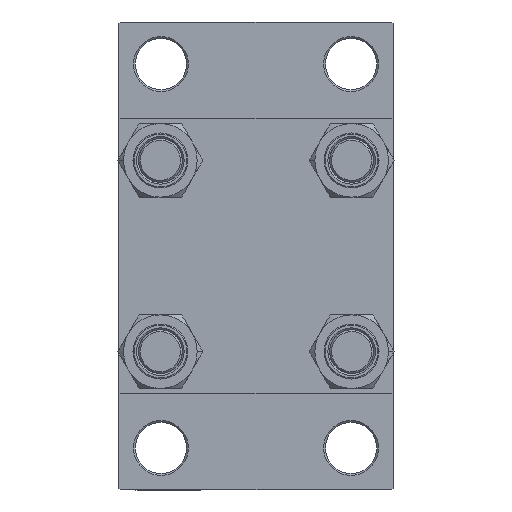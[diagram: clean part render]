
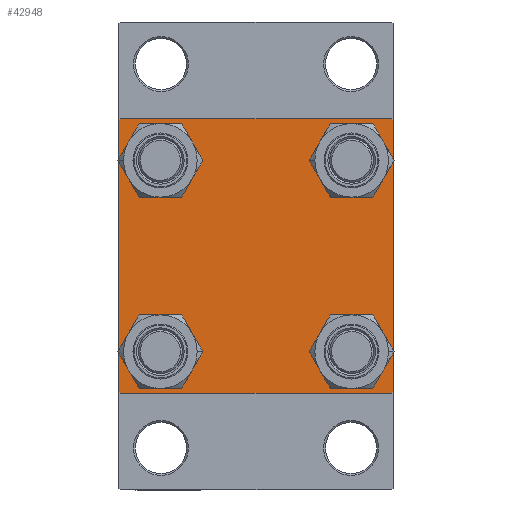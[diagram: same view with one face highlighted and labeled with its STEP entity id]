
A CAD part, left-side view. The second image highlights one B-rep face of the part: STEP entity #42948.
In plain terms, the highlighted planar face has unit normal (-1, 0, 0).
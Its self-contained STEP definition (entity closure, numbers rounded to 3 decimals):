
#169 = FACE_BOUND ( 'NONE', #18063, .T. ) ;
#262 = ORIENTED_EDGE ( 'NONE', *, *, #39865, .T. ) ;
#449 = DIRECTION ( 'NONE',  ( 0., 0., 1. ) ) ;
#766 = CARTESIAN_POINT ( 'NONE',  ( 0., 37., 37.5 ) ) ;
#888 = CARTESIAN_POINT ( 'NONE',  ( 0., 37.5, 37.5 ) ) ;
#1352 = EDGE_CURVE ( 'NONE', #33837, #34148, #19877, .T. ) ;
#1354 = CARTESIAN_POINT ( 'NONE',  ( 0., -37.5, 37.5 ) ) ;
#1423 = EDGE_CURVE ( 'NONE', #20719, #30170, #41703, .T. ) ;
#2342 = VERTEX_POINT ( 'NONE', #41477 ) ;
#2759 = EDGE_LOOP ( 'NONE', ( #262, #25561 ) ) ;
#3123 = ORIENTED_EDGE ( 'NONE', *, *, #21531, .T. ) ;
#3531 = DIRECTION ( 'NONE',  ( 0., -1., 0. ) ) ;
#3772 = EDGE_CURVE ( 'NONE', #10924, #2342, #22613, .T. ) ;
#3854 = ORIENTED_EDGE ( 'NONE', *, *, #1423, .F. ) ;
#3898 = LINE ( 'NONE', #29218, #5042 ) ;
#3952 = CARTESIAN_POINT ( 'NONE',  ( 0., -37.5, 37. ) ) ;
#4359 = VERTEX_POINT ( 'NONE', #766 ) ;
#5042 = VECTOR ( 'NONE', #43793, 1000. ) ;
#5930 = ORIENTED_EDGE ( 'NONE', *, *, #39456, .T. ) ;
#6021 = EDGE_CURVE ( 'NONE', #14687, #6106, #13094, .T. ) ;
#6099 = DIRECTION ( 'NONE',  ( 1., 0., 0. ) ) ;
#6106 = VERTEX_POINT ( 'NONE', #35530 ) ;
#6388 = CARTESIAN_POINT ( 'NONE',  ( 0., -37.25, 37.25 ) ) ;
#6395 = CARTESIAN_POINT ( 'NONE',  ( 0., -26.15, 19.65 ) ) ;
#6781 = CARTESIAN_POINT ( 'NONE',  ( 0., 37., -37.5 ) ) ;
#6855 = FACE_BOUND ( 'NONE', #13850, .T. ) ;
#7085 = CARTESIAN_POINT ( 'NONE',  ( 0., 26.15, -19.65 ) ) ;
#7164 = CIRCLE ( 'NONE', #33849, 6.5 ) ;
#7573 = CARTESIAN_POINT ( 'NONE',  ( 0., 26.15, -26.15 ) ) ;
#8179 = DIRECTION ( 'NONE',  ( 1., 0., 0. ) ) ;
#9634 = DIRECTION ( 'NONE',  ( 1., 0., 0. ) ) ;
#10069 = VECTOR ( 'NONE', #24996, 1000. ) ;
#10924 = VERTEX_POINT ( 'NONE', #6781 ) ;
#11654 = EDGE_CURVE ( 'NONE', #4359, #22350, #43885, .T. ) ;
#11843 = CARTESIAN_POINT ( 'NONE',  ( 0., 26.15, 32.65 ) ) ;
#12150 = CARTESIAN_POINT ( 'NONE',  ( 0., 26.15, -26.15 ) ) ;
#13027 = CARTESIAN_POINT ( 'NONE',  ( 0., 26.15, 26.15 ) ) ;
#13094 = CIRCLE ( 'NONE', #41317, 6.5 ) ;
#13108 = DIRECTION ( 'NONE',  ( 0., 0., -1. ) ) ;
#13469 = VERTEX_POINT ( 'NONE', #43724 ) ;
#13850 = EDGE_LOOP ( 'NONE', ( #18309, #34698 ) ) ;
#14027 = VECTOR ( 'NONE', #3531, 1000. ) ;
#14687 = VERTEX_POINT ( 'NONE', #32093 ) ;
#15977 = DIRECTION ( 'NONE',  ( 0., 0., 1. ) ) ;
#16089 = CARTESIAN_POINT ( 'NONE',  ( 0., -26.15, -26.15 ) ) ;
#16147 = EDGE_CURVE ( 'NONE', #34148, #33837, #31226, .T. ) ;
#17494 = CARTESIAN_POINT ( 'NONE',  ( 0., -26.15, 26.15 ) ) ;
#17603 = LINE ( 'NONE', #42212, #10069 ) ;
#17725 = DIRECTION ( 'NONE',  ( 0., 0., 1. ) ) ;
#18063 = EDGE_LOOP ( 'NONE', ( #24940, #42572 ) ) ;
#18305 = VECTOR ( 'NONE', #20961, 1000. ) ;
#18309 = ORIENTED_EDGE ( 'NONE', *, *, #1352, .T. ) ;
#18474 = VECTOR ( 'NONE', #22382, 1000. ) ;
#18596 = VERTEX_POINT ( 'NONE', #24849 ) ;
#19413 = DIRECTION ( 'NONE',  ( 0., 0., 1. ) ) ;
#19877 = CIRCLE ( 'NONE', #31317, 6.5 ) ;
#19913 = EDGE_CURVE ( 'NONE', #2342, #30170, #28216, .T. ) ;
#20719 = VERTEX_POINT ( 'NONE', #3952 ) ;
#20961 = DIRECTION ( 'NONE',  ( 0., 0.707, 0.707 ) ) ;
#21013 = ORIENTED_EDGE ( 'NONE', *, *, #6021, .T. ) ;
#21418 = CARTESIAN_POINT ( 'NONE',  ( 0., 0., 0. ) ) ;
#21531 = EDGE_CURVE ( 'NONE', #20719, #22350, #46262, .T. ) ;
#21566 = VERTEX_POINT ( 'NONE', #11843 ) ;
#22350 = VERTEX_POINT ( 'NONE', #26703 ) ;
#22382 = DIRECTION ( 'NONE',  ( 0., -1., 0. ) ) ;
#22613 = LINE ( 'NONE', #26652, #18474 ) ;
#22924 = CARTESIAN_POINT ( 'NONE',  ( 0., -37.5, -37. ) ) ;
#23086 = DIRECTION ( 'NONE',  ( 0., 0., -1. ) ) ;
#23137 = DIRECTION ( 'NONE',  ( 1., 0., 0. ) ) ;
#23284 = CIRCLE ( 'NONE', #31659, 6.5 ) ;
#23750 = EDGE_CURVE ( 'NONE', #46380, #13469, #34132, .T. ) ;
#24644 = DIRECTION ( 'NONE',  ( 0., -0.707, 0.707 ) ) ;
#24849 = CARTESIAN_POINT ( 'NONE',  ( 0., 26.15, 19.65 ) ) ;
#24940 = ORIENTED_EDGE ( 'NONE', *, *, #41605, .T. ) ;
#24996 = DIRECTION ( 'NONE',  ( 0., 0.707, -0.707 ) ) ;
#25142 = AXIS2_PLACEMENT_3D ( 'NONE', #12150, #23137, #15977 ) ;
#25561 = ORIENTED_EDGE ( 'NONE', *, *, #37776, .T. ) ;
#26132 = EDGE_CURVE ( 'NONE', #4359, #46380, #17603, .T. ) ;
#26652 = CARTESIAN_POINT ( 'NONE',  ( 0., 37.5, -37.5 ) ) ;
#26703 = CARTESIAN_POINT ( 'NONE',  ( 0., -37., 37.5 ) ) ;
#26823 = DIRECTION ( 'NONE',  ( 0., 0., 1. ) ) ;
#26867 = EDGE_LOOP ( 'NONE', ( #21013, #36546 ) ) ;
#27176 = VERTEX_POINT ( 'NONE', #6395 ) ;
#27596 = DIRECTION ( 'NONE',  ( 0., 0., 1. ) ) ;
#28216 = LINE ( 'NONE', #43025, #35015 ) ;
#29063 = DIRECTION ( 'NONE',  ( 0., 0., 1. ) ) ;
#29104 = CIRCLE ( 'NONE', #38251, 6.5 ) ;
#29218 = CARTESIAN_POINT ( 'NONE',  ( 0., 37.25, -37.25 ) ) ;
#29233 = CARTESIAN_POINT ( 'NONE',  ( 0., 26.15, 26.15 ) ) ;
#29670 = ORIENTED_EDGE ( 'NONE', *, *, #23750, .T. ) ;
#30170 = VERTEX_POINT ( 'NONE', #22924 ) ;
#30801 = EDGE_CURVE ( 'NONE', #6106, #14687, #7164, .T. ) ;
#31176 = CARTESIAN_POINT ( 'NONE',  ( 0., 37.5, 37. ) ) ;
#31226 = CIRCLE ( 'NONE', #25142, 6.5 ) ;
#31317 = AXIS2_PLACEMENT_3D ( 'NONE', #7573, #36477, #29063 ) ;
#31659 = AXIS2_PLACEMENT_3D ( 'NONE', #46778, #43658, #449 ) ;
#31926 = FACE_BOUND ( 'NONE', #2759, .T. ) ;
#32093 = CARTESIAN_POINT ( 'NONE',  ( 0., -26.15, -19.65 ) ) ;
#32160 = DIRECTION ( 'NONE',  ( -1., 0., 0. ) ) ;
#32858 = FACE_BOUND ( 'NONE', #26867, .T. ) ;
#33837 = VERTEX_POINT ( 'NONE', #7085 ) ;
#33849 = AXIS2_PLACEMENT_3D ( 'NONE', #41377, #8179, #19413 ) ;
#34132 = LINE ( 'NONE', #38441, #40512 ) ;
#34148 = VERTEX_POINT ( 'NONE', #47131 ) ;
#34364 = VECTOR ( 'NONE', #23086, 1000. ) ;
#34698 = ORIENTED_EDGE ( 'NONE', *, *, #16147, .T. ) ;
#35015 = VECTOR ( 'NONE', #24644, 1000. ) ;
#35530 = CARTESIAN_POINT ( 'NONE',  ( 0., -26.15, -32.65 ) ) ;
#36477 = DIRECTION ( 'NONE',  ( 1., 0., 0. ) ) ;
#36546 = ORIENTED_EDGE ( 'NONE', *, *, #30801, .T. ) ;
#36639 = DIRECTION ( 'NONE',  ( 1., 0., 0. ) ) ;
#37087 = CIRCLE ( 'NONE', #39398, 6.5 ) ;
#37725 = ORIENTED_EDGE ( 'NONE', *, *, #19913, .T. ) ;
#37776 = EDGE_CURVE ( 'NONE', #27176, #39732, #23284, .T. ) ;
#38251 = AXIS2_PLACEMENT_3D ( 'NONE', #29233, #36639, #43811 ) ;
#38319 = AXIS2_PLACEMENT_3D ( 'NONE', #21418, #32160, #46735 ) ;
#38441 = CARTESIAN_POINT ( 'NONE',  ( 0., 37.5, 37.5 ) ) ;
#39018 = AXIS2_PLACEMENT_3D ( 'NONE', #13027, #6099, #27596 ) ;
#39122 = PLANE ( 'NONE',  #38319 ) ;
#39398 = AXIS2_PLACEMENT_3D ( 'NONE', #17494, #43041, #17725 ) ;
#39456 = EDGE_CURVE ( 'NONE', #13469, #10924, #3898, .T. ) ;
#39732 = VERTEX_POINT ( 'NONE', #46606 ) ;
#39865 = EDGE_CURVE ( 'NONE', #39732, #27176, #37087, .T. ) ;
#40107 = ORIENTED_EDGE ( 'NONE', *, *, #26132, .T. ) ;
#40512 = VECTOR ( 'NONE', #13108, 1000. ) ;
#41133 = ORIENTED_EDGE ( 'NONE', *, *, #3772, .T. ) ;
#41317 = AXIS2_PLACEMENT_3D ( 'NONE', #16089, #9634, #26823 ) ;
#41377 = CARTESIAN_POINT ( 'NONE',  ( 0., -26.15, -26.15 ) ) ;
#41477 = CARTESIAN_POINT ( 'NONE',  ( 0., -37., -37.5 ) ) ;
#41533 = EDGE_CURVE ( 'NONE', #18596, #21566, #45876, .T. ) ;
#41605 = EDGE_CURVE ( 'NONE', #21566, #18596, #29104, .T. ) ;
#41703 = LINE ( 'NONE', #1354, #34364 ) ;
#42212 = CARTESIAN_POINT ( 'NONE',  ( 0., 37.25, 37.25 ) ) ;
#42572 = ORIENTED_EDGE ( 'NONE', *, *, #41533, .T. ) ;
#42948 = ADVANCED_FACE ( 'NONE', ( #31926, #32858, #6855, #169, #43862 ), #39122, .T. ) ;
#43025 = CARTESIAN_POINT ( 'NONE',  ( 0., -37.25, -37.25 ) ) ;
#43041 = DIRECTION ( 'NONE',  ( 1., 0., 0. ) ) ;
#43658 = DIRECTION ( 'NONE',  ( 1., 0., 0. ) ) ;
#43724 = CARTESIAN_POINT ( 'NONE',  ( 0., 37.5, -37. ) ) ;
#43793 = DIRECTION ( 'NONE',  ( 0., -0.707, -0.707 ) ) ;
#43811 = DIRECTION ( 'NONE',  ( 0., 0., 1. ) ) ;
#43862 = FACE_OUTER_BOUND ( 'NONE', #47167, .T. ) ;
#43885 = LINE ( 'NONE', #888, #14027 ) ;
#45876 = CIRCLE ( 'NONE', #39018, 6.5 ) ;
#46262 = LINE ( 'NONE', #6388, #18305 ) ;
#46380 = VERTEX_POINT ( 'NONE', #31176 ) ;
#46606 = CARTESIAN_POINT ( 'NONE',  ( 0., -26.15, 32.65 ) ) ;
#46614 = ORIENTED_EDGE ( 'NONE', *, *, #11654, .F. ) ;
#46735 = DIRECTION ( 'NONE',  ( 0., 0., 1. ) ) ;
#46778 = CARTESIAN_POINT ( 'NONE',  ( 0., -26.15, 26.15 ) ) ;
#47131 = CARTESIAN_POINT ( 'NONE',  ( 0., 26.15, -32.65 ) ) ;
#47167 = EDGE_LOOP ( 'NONE', ( #29670, #5930, #41133, #37725, #3854, #3123, #46614, #40107 ) ) ;
